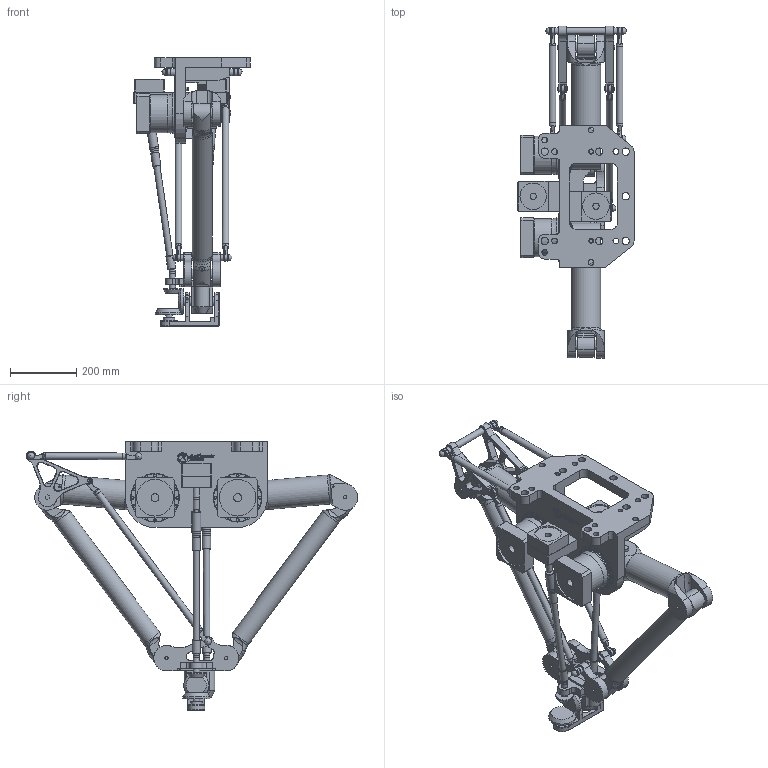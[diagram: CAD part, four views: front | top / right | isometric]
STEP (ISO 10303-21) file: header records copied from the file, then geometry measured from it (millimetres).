
FILE_DESCRIPTION(/* description */ (''),/* implementation_level */ '2;1');
FILE_NAME(/* name */ '3D-model_A_00900-T1.stp',/* time_stamp */ '2022-02-26T12:10:59+01:00',/* author */ ('michael.schutter'),/* organization */ ('Majatronic'),/* preprocessor_version */ 'ST-DEVELOPER v16.5',/* originating_system */ 'Autodesk Inventor 2017',/* authorisation */ '');
FILE_SCHEMA (('AUTOMOTIVE_DESIGN { 1 0 10303 214 3 1 1 }'));
Length unit declared in the file: millimetre
Products named in the file (14): MT_BGR00019562MT_BGR; MT_WST00060916MT_WST; MT_WST00060919MT_WST; MT_WST00060921MT_WST; MT_WST00060922MT_WST; MT_WST00064916MT_WST; MT_WST00060924MT_WST; MT_WST00060925MT_WST; MT_WST00060920MT_WST; MT_WST00060926MT_WST; MT_WST00060927MT_WST; MT_WST00055121MT_WST; MT_WST00060929MT_WST; MT_WST00060930MT_WST
Assembly tree (19 placements, depth 2):
  MT_BGR00019562MT_BGR
    MT_WST00060916MT_WST
    MT_WST00060919MT_WST
    MT_WST00060920MT_WST  x2
    MT_WST00060921MT_WST
    MT_WST00060922MT_WST
    MT_WST00064916MT_WST
    MT_WST00060924MT_WST  x2
    MT_WST00060925MT_WST
    MT_WST00060926MT_WST  x2
    MT_WST00060927MT_WST
    MT_WST00055121MT_WST  x2
    MT_WST00060929MT_WST  x2
    MT_WST00060930MT_WST  x2
Bounding box: 351 x 1003.87 x 813.5 mm (x, y, z)
Volume: 21725390.9 mm3; surface area: 1978545.6 mm2
Topology: 20 solids, 21 shells, 2331 faces, 5355 edges, 3389 vertices
Faces by surface type: plane 1154, cylinder 719, cone 336, torus 82, bspline 26, sphere 14
Full cylindrical faces by diameter (mm): 3.459 x4, 4 x1, 4.134 x32, 4.917 x16, 5 x34, 6 x1, 8 x4, 8.2 x24, 8.5 x32, 10 x38, 10.106 x1, 12 x6, 13 x24, 15 x4, 17.294 x8, 18 x24, 19 x4, 19.8 x8, 20 x30, 22 x7, 24 x2, 25 x6, 26 x1, 27 x2, 28 x4, 30 x2, 32 x8, 35 x2, 40 x2, 45 x2
Entity records: 56757 total; most frequent: CARTESIAN_POINT 13594, DIRECTION 9099, ORIENTED_EDGE 7898, EDGE_CURVE 3948, AXIS2_PLACEMENT_3D 3395, VERTEX_POINT 2712, EDGE_LOOP 2600, LINE 2309
